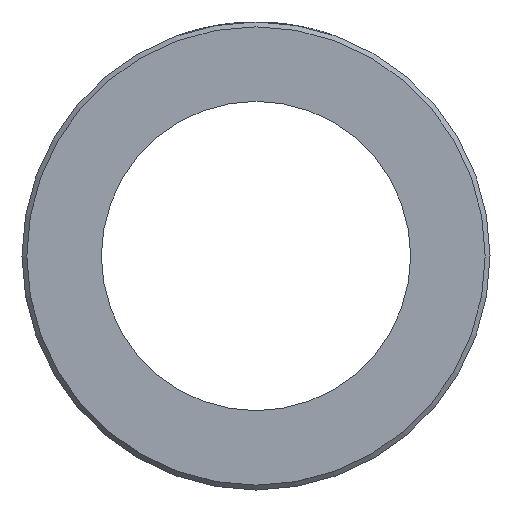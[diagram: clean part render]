
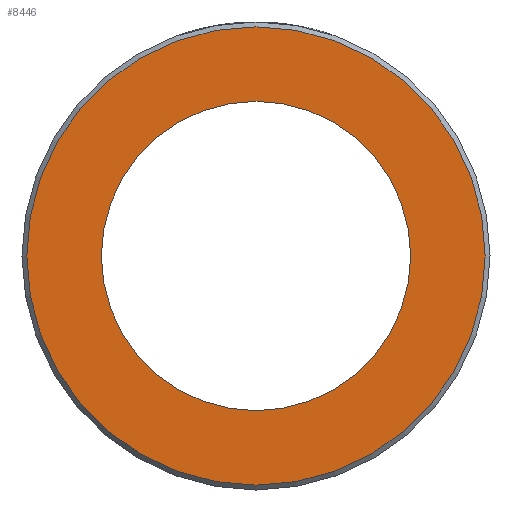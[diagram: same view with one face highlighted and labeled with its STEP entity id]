
A CAD part, left-side view. The second image highlights one B-rep face of the part: STEP entity #8446.
In plain terms, the highlighted planar face has unit normal (-1, 0, 0).
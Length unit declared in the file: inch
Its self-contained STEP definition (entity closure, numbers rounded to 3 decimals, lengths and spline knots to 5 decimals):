
#8415=CARTESIAN_POINT('',(0.0,0.475,0.));
#8416=VERTEX_POINT('',#8415);
#8417=CARTESIAN_POINT('',(0.0,0.0,0.0));
#8418=DIRECTION('',(1.0,0.0,0.0));
#8419=DIRECTION('',(0.0,-1.0,0.0));
#8420=AXIS2_PLACEMENT_3D('',#8417,#8418,#8419);
#8421=CIRCLE('',#8420,0.475);
#8422=EDGE_CURVE('',#8416,#8416,#8421,.T.);
#8427=CARTESIAN_POINT('',(0.0,0.0,0.0));
#8428=DIRECTION('',(-1.0,0.0,0.0));
#8429=DIRECTION('',(0.0,0.0,1.0));
#8430=AXIS2_PLACEMENT_3D('',#8427,#8428,#8429);
#8431=PLANE('',#8430);
#8432=ORIENTED_EDGE('',*,*,#8422,.F.);
#8433=EDGE_LOOP('',(#8432));
#8434=FACE_OUTER_BOUND('',#8433,.T.);
#8435=CARTESIAN_POINT('',(0.0,-0.3205,0.0));
#8436=VERTEX_POINT('',#8435);
#8437=CARTESIAN_POINT('',(0.0,0.0,0.0));
#8438=DIRECTION('',(1.0,0.0,0.0));
#8439=DIRECTION('',(0.0,-1.0,0.0));
#8440=AXIS2_PLACEMENT_3D('',#8437,#8438,#8439);
#8441=CIRCLE('',#8440,0.3205);
#8442=EDGE_CURVE('',#8436,#8436,#8441,.T.);
#8443=ORIENTED_EDGE('',*,*,#8442,.T.);
#8444=EDGE_LOOP('',(#8443));
#8445=FACE_BOUND('',#8444,.T.);
#8446=ADVANCED_FACE('',(#8434,#8445),#8431,.T.);
